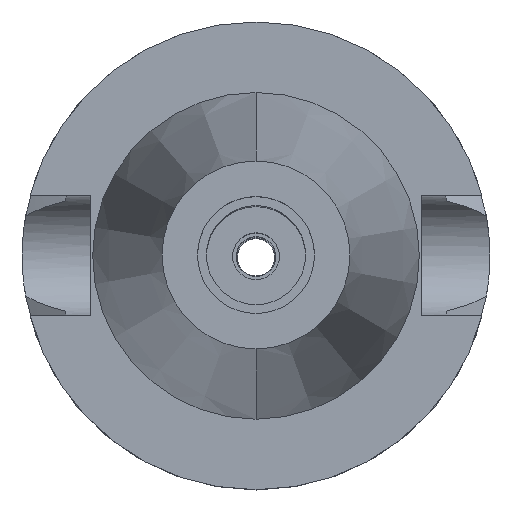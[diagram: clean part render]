
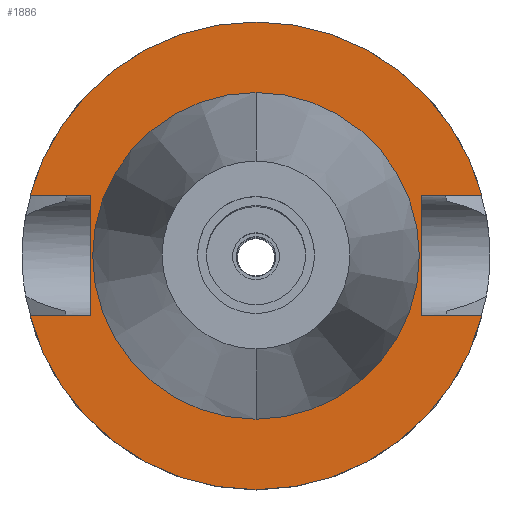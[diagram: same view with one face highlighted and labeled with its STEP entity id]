
A CAD part, top view. The second image highlights one B-rep face of the part: STEP entity #1886.
In plain terms, the highlighted planar face has unit normal (0, 0, 1).
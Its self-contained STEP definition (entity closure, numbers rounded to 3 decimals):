
#690=DIRECTION('',(1.,0.,0.));
#691=VECTOR('',#690,12.921);
#692=CARTESIAN_POINT('',(35.4,12.85,-1.5));
#693=LINE('',#692,#691);
#737=DIRECTION('',(0.,1.,0.));
#738=VECTOR('',#737,25.7);
#739=CARTESIAN_POINT('',(-35.4,-12.85,-1.5));
#740=LINE('',#739,#738);
#744=DIRECTION('',(-1.,0.,0.));
#745=VECTOR('',#744,12.921);
#746=CARTESIAN_POINT('',(-35.4,12.85,-1.5));
#747=LINE('',#746,#745);
#751=CARTESIAN_POINT('',(0.,0.,-1.5));
#752=DIRECTION('',(0.,0.,-1.));
#753=DIRECTION('',(-0.966,0.257,0.));
#754=AXIS2_PLACEMENT_3D('',#751,#752,#753);
#759=CARTESIAN_POINT('',(0.,0.,-1.5));
#760=DIRECTION('',(0.,0.,-1.));
#761=DIRECTION('',(0.,1.,0.));
#762=AXIS2_PLACEMENT_3D('',#759,#760,#761);
#767=DIRECTION('',(0.,-1.,0.));
#768=VECTOR('',#767,25.7);
#769=CARTESIAN_POINT('',(35.4,12.85,-1.5));
#770=LINE('',#769,#768);
#774=DIRECTION('',(1.,0.,0.));
#775=VECTOR('',#774,12.921);
#776=CARTESIAN_POINT('',(35.4,-12.85,-1.5));
#777=LINE('',#776,#775);
#781=CARTESIAN_POINT('',(0.,0.,-1.5));
#782=DIRECTION('',(0.,0.,-1.));
#783=DIRECTION('',(0.966,-0.257,0.));
#784=AXIS2_PLACEMENT_3D('',#781,#782,#783);
#789=CARTESIAN_POINT('',(0.,0.,-1.5));
#790=DIRECTION('',(0.,0.,-1.));
#791=DIRECTION('',(0.,-1.,0.));
#792=AXIS2_PLACEMENT_3D('',#789,#790,#791);
#797=CARTESIAN_POINT('',(0.,0.,-1.5));
#798=DIRECTION('',(0.,0.,1.));
#799=DIRECTION('',(0.,-1.,0.));
#800=AXIS2_PLACEMENT_3D('',#797,#798,#799);
#805=CARTESIAN_POINT('',(0.,0.,-1.5));
#806=DIRECTION('',(0.,0.,1.));
#807=DIRECTION('',(0.,1.,0.));
#808=AXIS2_PLACEMENT_3D('',#805,#806,#807);
#843=DIRECTION('',(-1.,0.,0.));
#844=VECTOR('',#843,12.921);
#845=CARTESIAN_POINT('',(-35.4,-12.85,-1.5));
#846=LINE('',#845,#844);
#1205=CARTESIAN_POINT('',(-35.4,-12.85,-1.5));
#1206=VERTEX_POINT('',#1205);
#1207=CARTESIAN_POINT('',(-48.321,-12.85,-1.5));
#1208=VERTEX_POINT('',#1207);
#1211=CARTESIAN_POINT('',(-35.4,12.85,-1.5));
#1212=VERTEX_POINT('',#1211);
#1213=CARTESIAN_POINT('',(-48.321,12.85,-1.5));
#1214=VERTEX_POINT('',#1213);
#1215=CARTESIAN_POINT('',(0.,50.,-1.5));
#1216=CARTESIAN_POINT('',(48.321,12.85,-1.5));
#1217=VERTEX_POINT('',#1215);
#1218=VERTEX_POINT('',#1216);
#1219=CARTESIAN_POINT('',(35.4,12.85,-1.5));
#1220=VERTEX_POINT('',#1219);
#1221=CARTESIAN_POINT('',(35.4,-12.85,-1.5));
#1222=VERTEX_POINT('',#1221);
#1223=CARTESIAN_POINT('',(48.321,-12.85,-1.5));
#1224=VERTEX_POINT('',#1223);
#1225=CARTESIAN_POINT('',(0.,-50.,-1.5));
#1226=VERTEX_POINT('',#1225);
#1227=CARTESIAN_POINT('',(0.,-34.925,-1.5));
#1228=CARTESIAN_POINT('',(0.,34.925,-1.5));
#1229=VERTEX_POINT('',#1227);
#1230=VERTEX_POINT('',#1228);
#1855=CARTESIAN_POINT('',(0.,0.,-1.5));
#1856=DIRECTION('',(0.,0.,-1.));
#1857=DIRECTION('',(0.,-1.,0.));
#1858=AXIS2_PLACEMENT_3D('',#1855,#1856,#1857);
#1859=PLANE('',#1858);
#1861=ORIENTED_EDGE('',*,*,#1860,.T.);
#1863=ORIENTED_EDGE('',*,*,#1862,.T.);
#1865=ORIENTED_EDGE('',*,*,#1864,.T.);
#1867=ORIENTED_EDGE('',*,*,#1866,.T.);
#1868=ORIENTED_EDGE('',*,*,#1831,.F.);
#1869=ORIENTED_EDGE('',*,*,#1845,.T.);
#1871=ORIENTED_EDGE('',*,*,#1870,.T.);
#1873=ORIENTED_EDGE('',*,*,#1872,.T.);
#1875=ORIENTED_EDGE('',*,*,#1874,.T.);
#1877=ORIENTED_EDGE('',*,*,#1876,.F.);
#1878=EDGE_LOOP('',(#1861,#1863,#1865,#1867,#1868,#1869,#1871,#1873,#1875,
#1877));
#1879=FACE_OUTER_BOUND('',#1878,.F.);
#1881=ORIENTED_EDGE('',*,*,#1880,.T.);
#1883=ORIENTED_EDGE('',*,*,#1882,.T.);
#1884=EDGE_LOOP('',(#1881,#1883));
#1885=FACE_BOUND('',#1884,.F.);
#755=CIRCLE('',#754,50.);
#763=CIRCLE('',#762,50.);
#785=CIRCLE('',#784,50.);
#793=CIRCLE('',#792,50.);
#801=CIRCLE('',#800,34.925);
#809=CIRCLE('',#808,34.925);
#1831=EDGE_CURVE('',#1220,#1218,#693,.T.);
#1845=EDGE_CURVE('',#1220,#1222,#770,.T.);
#1860=EDGE_CURVE('',#1206,#1212,#740,.T.);
#1862=EDGE_CURVE('',#1212,#1214,#747,.T.);
#1864=EDGE_CURVE('',#1214,#1217,#755,.T.);
#1866=EDGE_CURVE('',#1217,#1218,#763,.T.);
#1870=EDGE_CURVE('',#1222,#1224,#777,.T.);
#1872=EDGE_CURVE('',#1224,#1226,#785,.T.);
#1874=EDGE_CURVE('',#1226,#1208,#793,.T.);
#1876=EDGE_CURVE('',#1206,#1208,#846,.T.);
#1880=EDGE_CURVE('',#1229,#1230,#801,.T.);
#1882=EDGE_CURVE('',#1230,#1229,#809,.T.);
#1886=ADVANCED_FACE('',(#1879,#1885),#1859,.F.);
